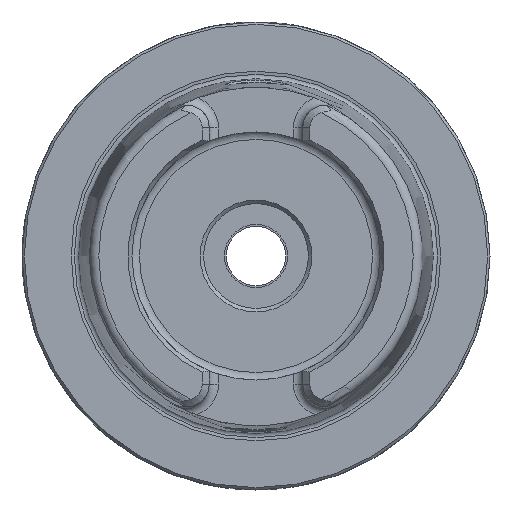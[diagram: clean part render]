
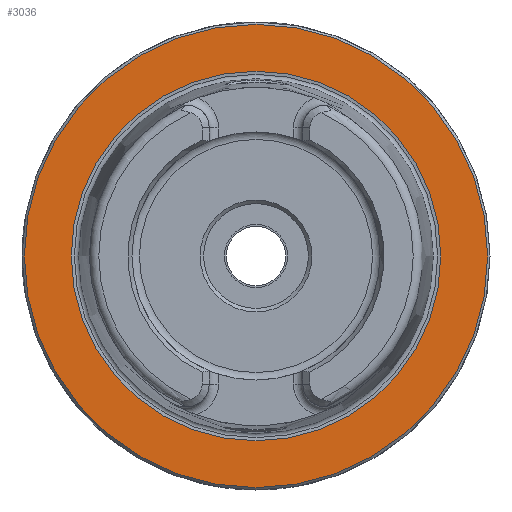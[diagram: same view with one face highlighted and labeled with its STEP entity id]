
A CAD part, left-side view. The second image highlights one B-rep face of the part: STEP entity #3036.
In plain terms, the highlighted planar face has unit normal (-1, 0, 0).
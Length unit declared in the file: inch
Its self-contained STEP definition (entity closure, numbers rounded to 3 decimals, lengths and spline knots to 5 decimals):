
#3002=CARTESIAN_POINT('',(0.0,1.94882,0.));
#3003=VERTEX_POINT('',#3002);
#3004=CARTESIAN_POINT('',(0.0,0.0,0.0));
#3005=DIRECTION('',(1.0,0.0,0.0));
#3006=DIRECTION('',(0.0,-1.0,0.0));
#3007=AXIS2_PLACEMENT_3D('',#3004,#3005,#3006);
#3008=CIRCLE('',#3007,1.94882);
#3009=EDGE_CURVE('',#3003,#3003,#3008,.T.);
#3017=CARTESIAN_POINT('',(0.0,0.98425,0.0));
#3018=DIRECTION('',(-1.0,0.0,0.0));
#3019=DIRECTION('',(0.0,0.0,1.0));
#3020=AXIS2_PLACEMENT_3D('',#3017,#3018,#3019);
#3021=PLANE('',#3020);
#3022=ORIENTED_EDGE('',*,*,#3009,.F.);
#3023=EDGE_LOOP('',(#3022));
#3024=FACE_OUTER_BOUND('',#3023,.T.);
#3025=CARTESIAN_POINT('',(0.0,1.55442,0.0));
#3026=VERTEX_POINT('',#3025);
#3027=CARTESIAN_POINT('',(0.0,0.0,0.0));
#3028=DIRECTION('',(1.0,0.0,0.0));
#3029=DIRECTION('',(0.0,1.0,0.0));
#3030=AXIS2_PLACEMENT_3D('',#3027,#3028,#3029);
#3031=CIRCLE('',#3030,1.55442);
#3032=EDGE_CURVE('',#3026,#3026,#3031,.T.);
#3033=ORIENTED_EDGE('',*,*,#3032,.T.);
#3034=EDGE_LOOP('',(#3033));
#3035=FACE_BOUND('',#3034,.T.);
#3036=ADVANCED_FACE('',(#3024,#3035),#3021,.T.);
